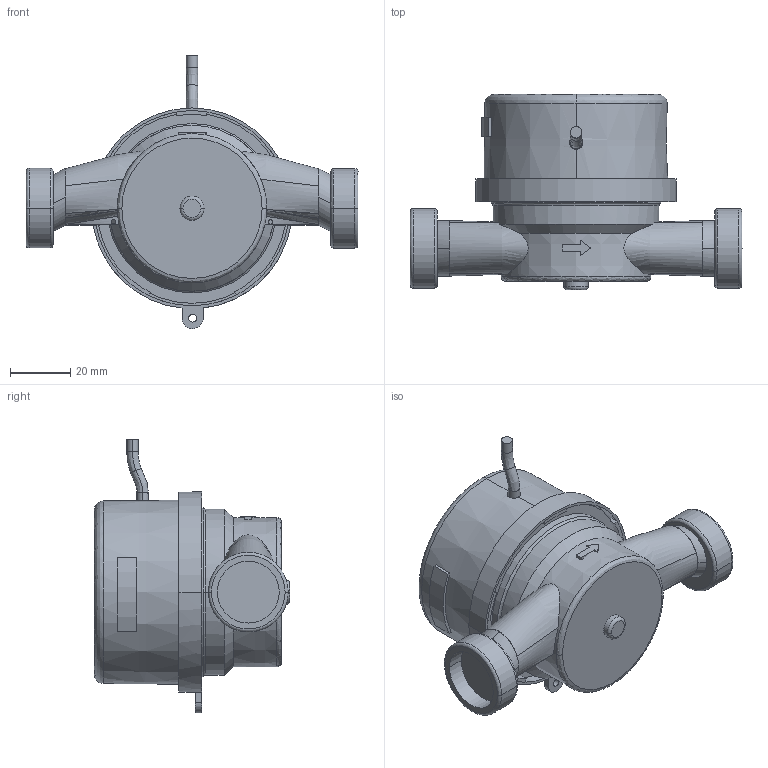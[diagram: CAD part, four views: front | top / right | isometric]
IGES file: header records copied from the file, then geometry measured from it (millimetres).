
Start section: IGES file generated from Kompas 1.0 for Windows drawing by the IGES translator from Ascon Ltd., translator version IGESOUT-5.1.
Global section: file name: Ñ÷åò÷èê âîäû Ïðîòåé ÑÂÝÓ.igs; native system: Kompas( 32 bit ) for Windows; preprocessor: 1.0; author: Áîòàëîâ; organization: ÑÝÒ; date: -17770102:050357; units: millimetre
Bounding box: 110.02 x 64.7 x 90.57 mm (x, y, z)
Volume: 124849.6 mm3; surface area: 68099.2 mm2
Topology: 27 solids, 27 shells, 676 faces, 1617 edges, 1050 vertices
Faces by surface type: bspline 416, revolution 260
